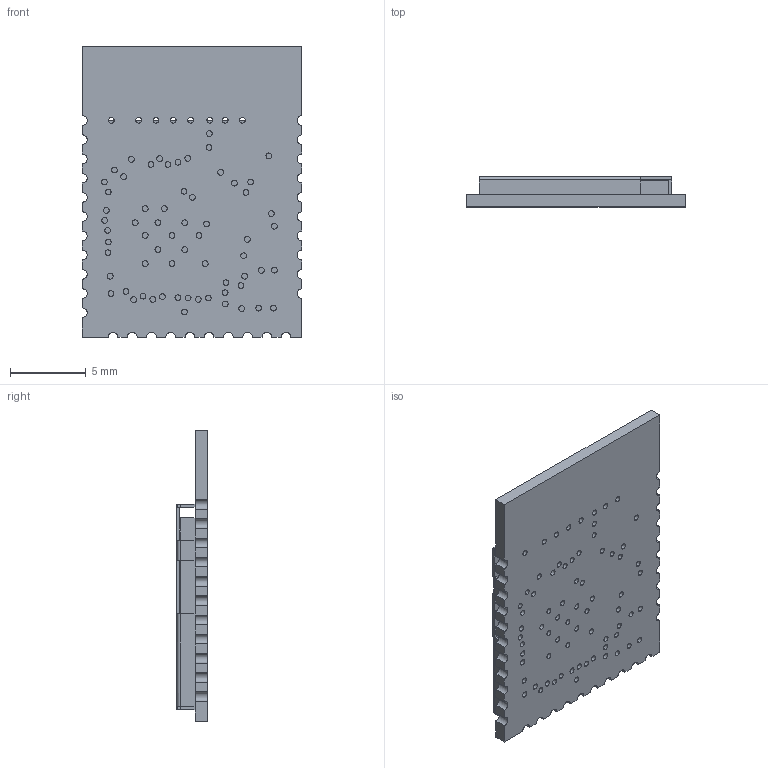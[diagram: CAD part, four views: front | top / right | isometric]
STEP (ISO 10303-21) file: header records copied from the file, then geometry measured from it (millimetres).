
FILE_DESCRIPTION(('FreeCAD Model'),'2;1');
FILE_NAME('CYBLE-012011-00_AP214.stp','2018-06-28T10:12:07',( 'Author'),(''),'Open CASCADE STEP processor 6.8','FreeCAD','Unknown' );
FILE_SCHEMA(('AUTOMOTIVE_DESIGN_CC2 { 1 2 10303 214 -1 1 5 4 }'));
Length unit declared in the file: millimetre
Products named in the file (3): ASSEMBLY; CYBLE-012011_PCB; CYBLE-012011-00_Sheild_00
Assembly tree (2 placements, depth 2):
  ASSEMBLY
    CYBLE-012011_PCB
    CYBLE-012011-00_Sheild_00
Bounding box: 14.52 x 2 x 19.2 mm (x, y, z)
Volume: 252.9 mm3; surface area: 1082.1 mm2
Topology: 2 solids, 2 shells, 457 faces, 1256 edges, 820 vertices
Faces by surface type: cylinder 211, plane 202, bspline 44
Entity records: 58986 total; most frequent: CARTESIAN_POINT 32376, DIRECTION 3773, ORIENTED_EDGE 2512, PCURVE 2512, DEFINITIONAL_REPRESENTATION 2512, LINE 1781, VECTOR 1781, EDGE_CURVE 1256
